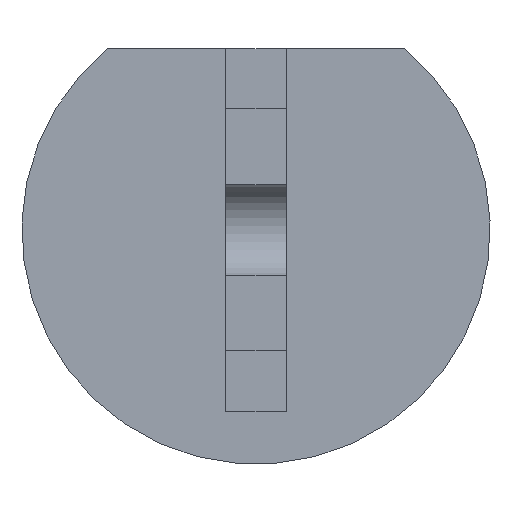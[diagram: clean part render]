
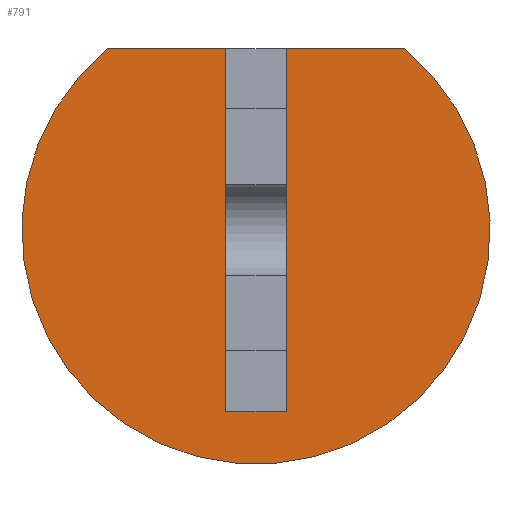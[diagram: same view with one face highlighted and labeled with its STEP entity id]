
A CAD part, front view. The second image highlights one B-rep face of the part: STEP entity #791.
In plain terms, the highlighted planar face has unit normal (0, -1, 0).
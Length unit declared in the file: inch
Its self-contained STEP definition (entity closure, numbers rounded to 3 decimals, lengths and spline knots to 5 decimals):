
#2 = CARTESIAN_POINT ( 'NONE',  ( 0.04905, -0.035, 0.06 ) ) ;
#4 = VECTOR ( 'NONE', #318, 39.37008 ) ;
#10 = PLANE ( 'NONE',  #312 ) ;
#16 = CARTESIAN_POINT ( 'NONE',  ( -0.04905, -0.035, 0.06 ) ) ;
#19 = EDGE_CURVE ( 'NONE', #526, #886, #739, .T. ) ;
#43 = VECTOR ( 'NONE', #584, 39.37008 ) ;
#94 = LINE ( 'NONE', #16, #662 ) ;
#121 = CARTESIAN_POINT ( 'NONE',  ( 0., -0.035, 0. ) ) ;
#150 = ORIENTED_EDGE ( 'NONE', *, *, #580, .T. ) ;
#180 = VECTOR ( 'NONE', #679, 39.37008 ) ;
#191 = VERTEX_POINT ( 'NONE', #2 ) ;
#192 = CARTESIAN_POINT ( 'NONE',  ( -0.01, -0.035, -0.06 ) ) ;
#226 = LINE ( 'NONE', #621, #703 ) ;
#268 = CIRCLE ( 'NONE', #539, 0.0775 ) ;
#288 = CARTESIAN_POINT ( 'NONE',  ( 0.01, -0.035, -0.06 ) ) ;
#306 = EDGE_CURVE ( 'NONE', #405, #886, #226, .T. ) ;
#312 = AXIS2_PLACEMENT_3D ( 'NONE', #465, #544, #542 ) ;
#318 = DIRECTION ( 'NONE',  ( 0., 0., 1. ) ) ;
#337 = LINE ( 'NONE', #913, #180 ) ;
#343 = EDGE_LOOP ( 'NONE', ( #638, #743 ) ) ;
#344 = CARTESIAN_POINT ( 'NONE',  ( -0.04905, -0.035, 0.06 ) ) ;
#383 = EDGE_CURVE ( 'NONE', #492, #405, #633, .T. ) ;
#405 = VERTEX_POINT ( 'NONE', #869 ) ;
#427 = ORIENTED_EDGE ( 'NONE', *, *, #383, .F. ) ;
#461 = EDGE_CURVE ( 'NONE', #191, #462, #268, .T. ) ;
#462 = VERTEX_POINT ( 'NONE', #344 ) ;
#463 = CARTESIAN_POINT ( 'NONE',  ( -0.01, -0.035, 0.05995 ) ) ;
#465 = CARTESIAN_POINT ( 'NONE',  ( 0., -0.035, 0. ) ) ;
#492 = VERTEX_POINT ( 'NONE', #288 ) ;
#526 = VERTEX_POINT ( 'NONE', #192 ) ;
#539 = AXIS2_PLACEMENT_3D ( 'NONE', #121, #889, #802 ) ;
#542 = DIRECTION ( 'NONE',  ( 0., 0., 1. ) ) ;
#544 = DIRECTION ( 'NONE',  ( 0., 1., 0. ) ) ;
#580 = EDGE_CURVE ( 'NONE', #492, #526, #337, .T. ) ;
#584 = DIRECTION ( 'NONE',  ( 0., 0., 1. ) ) ;
#621 = CARTESIAN_POINT ( 'NONE',  ( 0.01, -0.035, 0.05995 ) ) ;
#633 = LINE ( 'NONE', #788, #4 ) ;
#638 = ORIENTED_EDGE ( 'NONE', *, *, #461, .F. ) ;
#661 = CARTESIAN_POINT ( 'NONE',  ( -0.01, -0.035, -0.06 ) ) ;
#662 = VECTOR ( 'NONE', #853, 39.37008 ) ;
#679 = DIRECTION ( 'NONE',  ( -1., 0., 0. ) ) ;
#703 = VECTOR ( 'NONE', #996, 39.37008 ) ;
#709 = ORIENTED_EDGE ( 'NONE', *, *, #306, .F. ) ;
#739 = LINE ( 'NONE', #661, #43 ) ;
#743 = ORIENTED_EDGE ( 'NONE', *, *, #835, .F. ) ;
#769 = ORIENTED_EDGE ( 'NONE', *, *, #19, .T. ) ;
#788 = CARTESIAN_POINT ( 'NONE',  ( 0.01, -0.035, -0.06 ) ) ;
#791 = ADVANCED_FACE ( 'NONE', ( #907, #933 ), #10, .F. ) ;
#802 = DIRECTION ( 'NONE',  ( 0., 0., 1. ) ) ;
#835 = EDGE_CURVE ( 'NONE', #462, #191, #94, .T. ) ;
#853 = DIRECTION ( 'NONE',  ( 1., 0., 0. ) ) ;
#869 = CARTESIAN_POINT ( 'NONE',  ( 0.01, -0.035, 0.05995 ) ) ;
#872 = EDGE_LOOP ( 'NONE', ( #709, #427, #150, #769 ) ) ;
#886 = VERTEX_POINT ( 'NONE', #463 ) ;
#889 = DIRECTION ( 'NONE',  ( 0., 1., 0. ) ) ;
#907 = FACE_OUTER_BOUND ( 'NONE', #343, .T. ) ;
#913 = CARTESIAN_POINT ( 'NONE',  ( 0.01, -0.035, -0.06 ) ) ;
#933 = FACE_BOUND ( 'NONE', #872, .T. ) ;
#996 = DIRECTION ( 'NONE',  ( -1., 0., 0. ) ) ;
